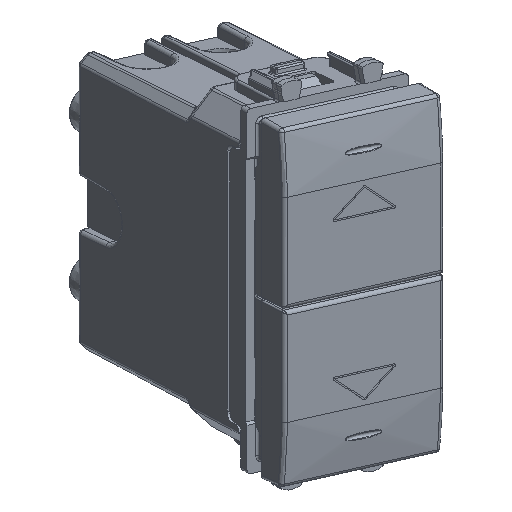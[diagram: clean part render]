
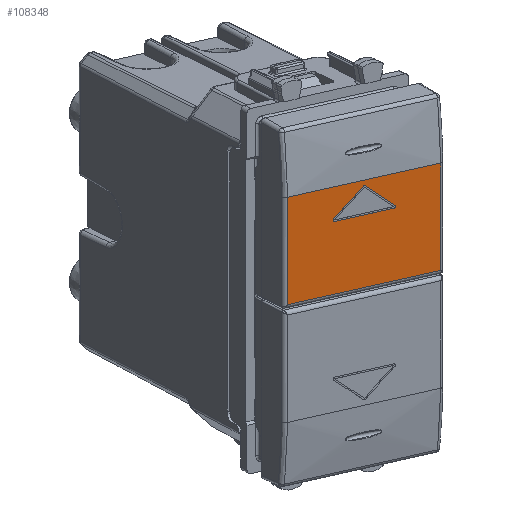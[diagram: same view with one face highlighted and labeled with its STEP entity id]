
A CAD part, top view. The second image highlights one B-rep face of the part: STEP entity #108348.
In plain terms, the highlighted face is planar.
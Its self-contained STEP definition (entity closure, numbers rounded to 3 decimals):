
#107467=CARTESIAN_POINT('Vertex',(-10.588,-13.946,0.)) ;
#107490=CARTESIAN_POINT('Line Origine',(-10.588,-11.35,0.)) ;
#107494=CARTESIAN_POINT('Vertex',(-10.588,-0.737,0.)) ;
#107632=CARTESIAN_POINT('Vertex',(10.588,-13.946,0.)) ;
#107658=CARTESIAN_POINT('Line Origine',(10.588,-11.35,0.)) ;
#107662=CARTESIAN_POINT('Vertex',(10.588,-0.737,0.)) ;
#107706=CARTESIAN_POINT('Line Origine',(0.,-0.737,0.)) ;
#108170=CARTESIAN_POINT('Line Origine',(0.,-13.946,0.)) ;
#108260=CARTESIAN_POINT('Axis2P3D Location',(0.,-0.241,0.)) ;
#108298=CARTESIAN_POINT('Line Origine',(0.,-9.668,0.)) ;
#108302=CARTESIAN_POINT('Vertex',(4.1,-9.668,0.)) ;
#108304=CARTESIAN_POINT('Vertex',(-4.1,-9.668,0.)) ;
#108307=CARTESIAN_POINT('Axis2P3D Location',(-4.1,-9.868,0.)) ;
#108311=CARTESIAN_POINT('Vertex',(-4.223,-10.026,0.)) ;
#108314=CARTESIAN_POINT('Line Origine',(-2.173,-11.626,0.)) ;
#108318=CARTESIAN_POINT('Vertex',(-0.123,-13.226,0.)) ;
#108321=CARTESIAN_POINT('Axis2P3D Location',(0.,-13.068,0.)) ;
#108325=CARTESIAN_POINT('Vertex',(0.123,-13.226,0.)) ;
#108328=CARTESIAN_POINT('Line Origine',(2.173,-11.626,0.)) ;
#108332=CARTESIAN_POINT('Vertex',(4.223,-10.026,0.)) ;
#108335=CARTESIAN_POINT('Axis2P3D Location',(4.1,-9.868,0.)) ;
#107491=DIRECTION('Vector Direction',(0.,-1.,0.)) ;
#107659=DIRECTION('Vector Direction',(0.,1.,0.)) ;
#107707=DIRECTION('Vector Direction',(-1.,0.,0.)) ;
#108171=DIRECTION('Vector Direction',(-1.,0.,0.)) ;
#108261=DIRECTION('Axis2P3D Direction',(0.,0.,-1.)) ;
#108262=DIRECTION('Axis2P3D XDirection',(0.,-1.,0.)) ;
#108299=DIRECTION('Vector Direction',(-1.,0.,0.)) ;
#108308=DIRECTION('Axis2P3D Direction',(0.,0.,-1.)) ;
#108315=DIRECTION('Vector Direction',(0.788,-0.615,0.)) ;
#108322=DIRECTION('Axis2P3D Direction',(0.,0.,-1.)) ;
#108329=DIRECTION('Vector Direction',(-0.788,-0.615,0.)) ;
#108336=DIRECTION('Axis2P3D Direction',(0.,0.,-1.)) ;
#108263=AXIS2_PLACEMENT_3D('Plane Axis2P3D',#108260,#108261,#108262) ;
#108309=AXIS2_PLACEMENT_3D('Circle Axis2P3D',#108307,#108308,$) ;
#108323=AXIS2_PLACEMENT_3D('Circle Axis2P3D',#108321,#108322,$) ;
#108337=AXIS2_PLACEMENT_3D('Circle Axis2P3D',#108335,#108336,$) ;
#108293=ORIENTED_EDGE('',*,*,#108174,.T.) ;
#108294=ORIENTED_EDGE('',*,*,#107496,.T.) ;
#108295=ORIENTED_EDGE('',*,*,#107710,.T.) ;
#108296=ORIENTED_EDGE('',*,*,#107664,.T.) ;
#108341=ORIENTED_EDGE('',*,*,#108306,.T.) ;
#108342=ORIENTED_EDGE('',*,*,#108313,.T.) ;
#108343=ORIENTED_EDGE('',*,*,#108320,.T.) ;
#108344=ORIENTED_EDGE('',*,*,#108327,.T.) ;
#108345=ORIENTED_EDGE('',*,*,#108334,.T.) ;
#108346=ORIENTED_EDGE('',*,*,#108339,.T.) ;
#108347=FACE_BOUND('',#108340,.T.) ;
#107492=VECTOR('Line Direction',#107491,1.) ;
#107660=VECTOR('Line Direction',#107659,1.) ;
#107708=VECTOR('Line Direction',#107707,1.) ;
#108172=VECTOR('Line Direction',#108171,1.) ;
#108300=VECTOR('Line Direction',#108299,1.) ;
#108316=VECTOR('Line Direction',#108315,1.) ;
#108330=VECTOR('Line Direction',#108329,1.) ;
#108348=ADVANCED_FACE('PartBody',(#108297,#108347),#108264,.T.) ;
#108310=CIRCLE('generated circle',#108309,0.2) ;
#108324=CIRCLE('generated circle',#108323,0.2) ;
#108338=CIRCLE('generated circle',#108337,0.2) ;
#107496=EDGE_CURVE('',#107468,#107495,#107493,.F.) ;
#107664=EDGE_CURVE('',#107663,#107633,#107661,.F.) ;
#107710=EDGE_CURVE('',#107495,#107663,#107709,.F.) ;
#108174=EDGE_CURVE('',#107633,#107468,#108173,.T.) ;
#108306=EDGE_CURVE('',#108303,#108305,#108301,.T.) ;
#108313=EDGE_CURVE('',#108305,#108312,#108310,.F.) ;
#108320=EDGE_CURVE('',#108312,#108319,#108317,.T.) ;
#108327=EDGE_CURVE('',#108319,#108326,#108324,.F.) ;
#108334=EDGE_CURVE('',#108326,#108333,#108331,.F.) ;
#108339=EDGE_CURVE('',#108333,#108303,#108338,.F.) ;
#108292=EDGE_LOOP('',(#108293,#108294,#108295,#108296)) ;
#108340=EDGE_LOOP('',(#108341,#108342,#108343,#108344,#108345,#108346)) ;
#108297=FACE_OUTER_BOUND('',#108292,.T.) ;
#107493=LINE('Line',#107490,#107492) ;
#107661=LINE('Line',#107658,#107660) ;
#107709=LINE('Line',#107706,#107708) ;
#108173=LINE('Line',#108170,#108172) ;
#108301=LINE('Line',#108298,#108300) ;
#108317=LINE('Line',#108314,#108316) ;
#108331=LINE('Line',#108328,#108330) ;
#108264=PLANE('',#108263) ;
#107468=VERTEX_POINT('',#107467) ;
#107495=VERTEX_POINT('',#107494) ;
#107633=VERTEX_POINT('',#107632) ;
#107663=VERTEX_POINT('',#107662) ;
#108303=VERTEX_POINT('',#108302) ;
#108305=VERTEX_POINT('',#108304) ;
#108312=VERTEX_POINT('',#108311) ;
#108319=VERTEX_POINT('',#108318) ;
#108326=VERTEX_POINT('',#108325) ;
#108333=VERTEX_POINT('',#108332) ;
